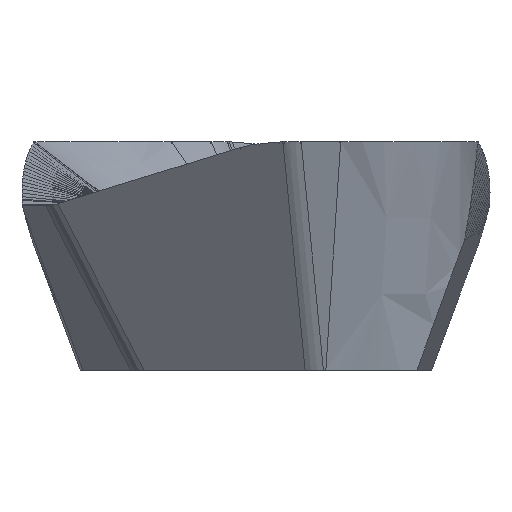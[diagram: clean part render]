
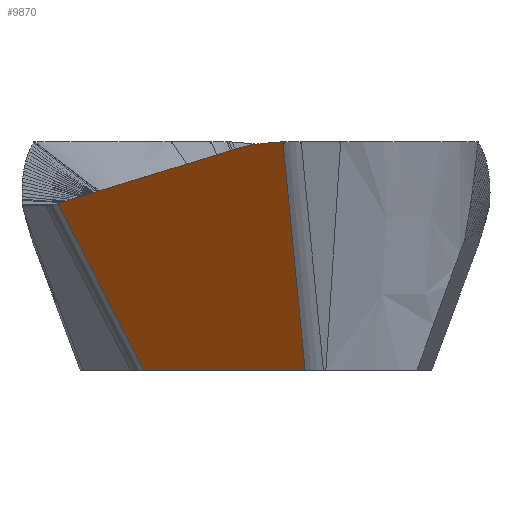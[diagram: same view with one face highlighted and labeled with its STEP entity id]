
A CAD part, left-side view. The second image highlights one B-rep face of the part: STEP entity #9870.
In plain terms, the highlighted planar face has unit normal (-0.814, 0.47, -0.342).
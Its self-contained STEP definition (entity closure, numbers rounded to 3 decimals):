
#45=CARTESIAN_POINT('',(-8.623,-1.075,-5.));
#133=CARTESIAN_POINT('',(-6.591,2.445,-5.));
#3485=DIRECTION('',(0.107,-0.458,-0.883));
#3486=VECTOR('',#3485,4.128);
#3487=CARTESIAN_POINT('',(-7.031,4.334,
-1.357));
#3488=LINE('',#3487,#3486);
#3492=DIRECTION('',(0.341,-0.091,-0.936));
#3493=VECTOR('',#3492,5.342);
#3494=CARTESIAN_POINT('',(-10.442,-0.588,
-0.001));
#3495=LINE('',#3494,#3493);
#3499=DIRECTION('',(0.5,0.866,0.));
#3500=VECTOR('',#3499,4.065);
#3501=CARTESIAN_POINT('',(-8.623,-1.075,-5.));
#3502=LINE('',#3501,#3500);
#3506=CARTESIAN_POINT('',(-7.031,4.334,
-1.357));
#3507=CARTESIAN_POINT('',(-7.034,4.33,
-1.356));
#3508=CARTESIAN_POINT('',(-7.037,4.326,
-1.354));
#3509=CARTESIAN_POINT('',(-7.039,4.323,
-1.353));
#3514=DIRECTION('',(-0.56,-0.792,0.244));
#3515=VECTOR('',#3514,3.388);
#3516=CARTESIAN_POINT('',(-7.039,4.323,
-1.353));
#3517=LINE('',#3516,#3515);
#3521=DIRECTION('',(-0.56,-0.792,0.244));
#3522=VECTOR('',#3521,1.651);
#3523=CARTESIAN_POINT('',(-8.935,1.639,
-0.528));
#3524=LINE('',#3523,#3522);
#3528=DIRECTION('',(-0.56,-0.792,0.244));
#3529=VECTOR('',#3528,0.006);
#3530=CARTESIAN_POINT('',(-9.86,0.331,
-0.126));
#3531=LINE('',#3530,#3529);
#3535=CARTESIAN_POINT('',(-9.863,0.326,
-0.124));
#3536=CARTESIAN_POINT('',(-9.887,0.292,
-0.114));
#3537=CARTESIAN_POINT('',(-9.931,0.229,
-0.097));
#3538=CARTESIAN_POINT('',(-9.993,0.136,
-0.075));
#3539=CARTESIAN_POINT('',(-10.048,0.053,
-0.06));
#3540=CARTESIAN_POINT('',(-10.09,-0.014,
-0.051));
#3541=CARTESIAN_POINT('',(-10.116,-0.055,
-0.047));
#3542=CARTESIAN_POINT('',(-10.129,-0.077,
-0.045));
#3543=CARTESIAN_POINT('',(-10.136,-0.087,
-0.044));
#3548=DIRECTION('',(-0.522,-0.85,0.074));
#3549=VECTOR('',#3548,0.515);
#3550=CARTESIAN_POINT('',(-10.136,-0.087,
-0.044));
#3551=LINE('',#3550,#3549);
#3555=CARTESIAN_POINT('',(-10.405,-0.525,
-0.005));
#3556=CARTESIAN_POINT('',(-10.411,-0.535,
-0.005));
#3557=CARTESIAN_POINT('',(-10.423,-0.556,
-0.003));
#3558=CARTESIAN_POINT('',(-10.436,-0.577,
-0.002));
#3559=CARTESIAN_POINT('',(-10.442,-0.588,
-0.001));
#3896=VERTEX_POINT('',#45);
#3968=VERTEX_POINT('',#133);
#4141=CARTESIAN_POINT('',(-10.442,-0.588,
-0.001));
#4142=VERTEX_POINT('',#4141);
#4235=CARTESIAN_POINT('',(-7.031,4.334,
-1.357));
#4236=VERTEX_POINT('',#4235);
#4273=CARTESIAN_POINT('',(-7.039,4.323,
-1.353));
#4274=VERTEX_POINT('',#4273);
#4275=CARTESIAN_POINT('',(-8.935,1.639,
-0.528));
#4276=VERTEX_POINT('',#4275);
#4277=CARTESIAN_POINT('',(-9.86,0.331,
-0.126));
#4278=VERTEX_POINT('',#4277);
#4279=CARTESIAN_POINT('',(-9.863,0.326,
-0.124));
#4280=VERTEX_POINT('',#4279);
#4281=CARTESIAN_POINT('',(-10.136,-0.087,
-0.044));
#4282=VERTEX_POINT('',#4281);
#4283=CARTESIAN_POINT('',(-10.405,-0.525,
-0.005));
#4284=VERTEX_POINT('',#4283);
#9853=CARTESIAN_POINT('',(-8.974,1.956,0.));
#9854=DIRECTION('',(0.814,-0.47,0.342));
#9855=DIRECTION('',(0.5,0.866,0.));
#9856=AXIS2_PLACEMENT_3D('',#9853,#9854,#9855);
#9857=PLANE('',#9856);
#9858=ORIENTED_EDGE('',*,*,#4353,.T.);
#9859=ORIENTED_EDGE('',*,*,#4389,.T.);
#9860=ORIENTED_EDGE('',*,*,#9847,.F.);
#9861=ORIENTED_EDGE('',*,*,#8262,.T.);
#9862=ORIENTED_EDGE('',*,*,#8312,.T.);
#9863=ORIENTED_EDGE('',*,*,#8378,.T.);
#9864=ORIENTED_EDGE('',*,*,#8412,.T.);
#9865=ORIENTED_EDGE('',*,*,#8466,.T.);
#9866=ORIENTED_EDGE('',*,*,#8516,.T.);
#9867=ORIENTED_EDGE('',*,*,#8554,.T.);
#9868=EDGE_LOOP('',(#9858,#9859,#9860,#9861,#9862,#9863,#9864,#9865,#9866,
#9867));
#9869=FACE_OUTER_BOUND('',#9868,.F.);
#3510=B_SPLINE_CURVE_WITH_KNOTS('',3,(#3506,#3507,#3508,#3509),.UNSPECIFIED.,
.F.,.F.,(4,4),(0.,1.),.UNSPECIFIED.);
#3544=B_SPLINE_CURVE_WITH_KNOTS('',3,(#3535,#3536,#3537,#3538,#3539,#3540,#3541,
#3542,#3543),.UNSPECIFIED.,.F.,.F.,(4,1,1,1,1,1,4),(0.,0.25,0.5,0.75,
0.875,0.938,1.),.UNSPECIFIED.);
#3560=B_SPLINE_CURVE_WITH_KNOTS('',3,(#3555,#3556,#3557,#3558,#3559),
.UNSPECIFIED.,.F.,.F.,(4,1,4),(0.,0.5,1.),.UNSPECIFIED.);
#4353=EDGE_CURVE('',#4142,#3896,#3495,.T.);
#4389=EDGE_CURVE('',#3896,#3968,#3502,.T.);
#8262=EDGE_CURVE('',#4236,#4274,#3510,.T.);
#8312=EDGE_CURVE('',#4274,#4276,#3517,.T.);
#8378=EDGE_CURVE('',#4276,#4278,#3524,.T.);
#8412=EDGE_CURVE('',#4278,#4280,#3531,.T.);
#8466=EDGE_CURVE('',#4280,#4282,#3544,.T.);
#8516=EDGE_CURVE('',#4282,#4284,#3551,.T.);
#8554=EDGE_CURVE('',#4284,#4142,#3560,.T.);
#9847=EDGE_CURVE('',#4236,#3968,#3488,.T.);
#9870=ADVANCED_FACE('',(#9869),#9857,.F.);
